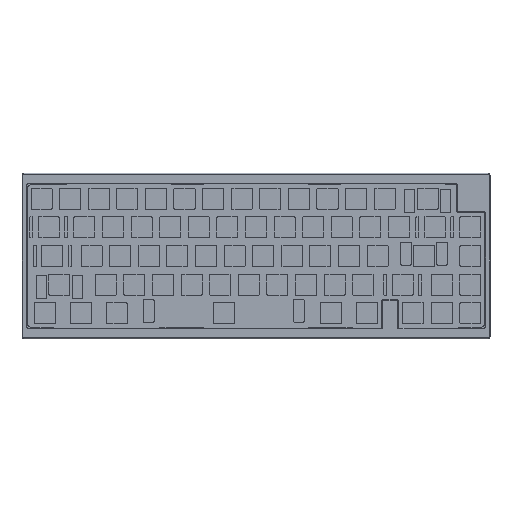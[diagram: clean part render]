
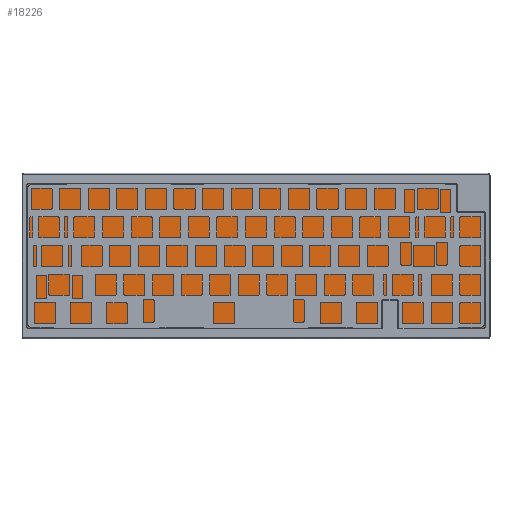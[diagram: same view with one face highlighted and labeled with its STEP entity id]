
A CAD part, top view. The second image highlights one B-rep face of the part: STEP entity #18226.
In plain terms, the highlighted planar face has unit normal (0, 0, 1).
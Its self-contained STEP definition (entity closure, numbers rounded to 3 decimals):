
#282=PLANE('',#19235);
#758=FACE_OUTER_BOUND('',#1723,.T.);
#1723=EDGE_LOOP('',(#12176,#12177,#12178,#12179,#12180,#12181,#12182,#12183,
#12184,#12185,#12186,#12187,#12188,#12189));
#2893=LINE('',#26858,#4734);
#2897=LINE('',#26872,#4738);
#2898=LINE('',#26876,#4739);
#2899=LINE('',#26880,#4740);
#2900=LINE('',#26884,#4741);
#2901=LINE('',#26888,#4742);
#4734=VECTOR('',#21167,10.);
#4738=VECTOR('',#21181,10.);
#4739=VECTOR('',#21184,10.);
#4740=VECTOR('',#21187,10.);
#4741=VECTOR('',#21190,10.);
#4742=VECTOR('',#21193,10.);
#6573=CIRCLE('',#19229,1.);
#6575=CIRCLE('',#19233,1.);
#6577=CIRCLE('',#19236,1.);
#6578=CIRCLE('',#19237,1.75);
#6579=CIRCLE('',#19238,1.75);
#6580=CIRCLE('',#19239,1.75);
#6581=CIRCLE('',#19240,1.75);
#6582=CIRCLE('',#19241,1.);
#7513=VERTEX_POINT('',#26848);
#7514=VERTEX_POINT('',#26849);
#7517=VERTEX_POINT('',#26857);
#7519=VERTEX_POINT('',#26863);
#7521=VERTEX_POINT('',#26869);
#7522=VERTEX_POINT('',#26871);
#7523=VERTEX_POINT('',#26873);
#7524=VERTEX_POINT('',#26875);
#7525=VERTEX_POINT('',#26877);
#7526=VERTEX_POINT('',#26879);
#7527=VERTEX_POINT('',#26881);
#7528=VERTEX_POINT('',#26883);
#7529=VERTEX_POINT('',#26885);
#7530=VERTEX_POINT('',#26887);
#9369=EDGE_CURVE('',#7513,#7514,#6573,.T.);
#9373=EDGE_CURVE('',#7517,#7513,#2893,.T.);
#9376=EDGE_CURVE('',#7519,#7517,#6575,.T.);
#9379=EDGE_CURVE('',#7521,#7514,#6577,.F.);
#9380=EDGE_CURVE('',#7522,#7521,#2897,.T.);
#9381=EDGE_CURVE('',#7522,#7523,#6578,.T.);
#9382=EDGE_CURVE('',#7524,#7523,#2898,.T.);
#9383=EDGE_CURVE('',#7524,#7525,#6579,.T.);
#9384=EDGE_CURVE('',#7526,#7525,#2899,.T.);
#9385=EDGE_CURVE('',#7526,#7527,#6580,.T.);
#9386=EDGE_CURVE('',#7528,#7527,#2900,.T.);
#9387=EDGE_CURVE('',#7528,#7529,#6581,.T.);
#9388=EDGE_CURVE('',#7530,#7529,#2901,.T.);
#9389=EDGE_CURVE('',#7519,#7530,#6582,.F.);
#12176=ORIENTED_EDGE('',*,*,#9376,.T.);
#12177=ORIENTED_EDGE('',*,*,#9373,.T.);
#12178=ORIENTED_EDGE('',*,*,#9369,.T.);
#12179=ORIENTED_EDGE('',*,*,#9379,.F.);
#12180=ORIENTED_EDGE('',*,*,#9380,.F.);
#12181=ORIENTED_EDGE('',*,*,#9381,.T.);
#12182=ORIENTED_EDGE('',*,*,#9382,.F.);
#12183=ORIENTED_EDGE('',*,*,#9383,.T.);
#12184=ORIENTED_EDGE('',*,*,#9384,.F.);
#12185=ORIENTED_EDGE('',*,*,#9385,.T.);
#12186=ORIENTED_EDGE('',*,*,#9386,.F.);
#12187=ORIENTED_EDGE('',*,*,#9387,.T.);
#12188=ORIENTED_EDGE('',*,*,#9388,.F.);
#12189=ORIENTED_EDGE('',*,*,#9389,.F.);
#18226=ADVANCED_FACE('',(#758),#282,.T.);
#19229=AXIS2_PLACEMENT_3D('',#26850,#21159,#21160);
#19233=AXIS2_PLACEMENT_3D('',#26864,#21172,#21173);
#19235=AXIS2_PLACEMENT_3D('',#26868,#21177,#21178);
#19236=AXIS2_PLACEMENT_3D('',#26870,#21179,#21180);
#19237=AXIS2_PLACEMENT_3D('',#26874,#21182,#21183);
#19238=AXIS2_PLACEMENT_3D('',#26878,#21185,#21186);
#19239=AXIS2_PLACEMENT_3D('',#26882,#21188,#21189);
#19240=AXIS2_PLACEMENT_3D('',#26886,#21191,#21192);
#19241=AXIS2_PLACEMENT_3D('',#26889,#21194,#21195);
#21159=DIRECTION('center_axis',(0.,0.,-1.));
#21160=DIRECTION('ref_axis',(-1.,0.,0.));
#21167=DIRECTION('',(-1.,0.,0.));
#21172=DIRECTION('center_axis',(0.,0.,-1.));
#21173=DIRECTION('ref_axis',(0.,-1.,0.));
#21177=DIRECTION('center_axis',(0.,0.,1.));
#21178=DIRECTION('ref_axis',(1.,0.,0.));
#21179=DIRECTION('center_axis',(0.,0.,-1.));
#21180=DIRECTION('ref_axis',(0.707,-0.707,0.));
#21181=DIRECTION('',(1.,0.,0.));
#21182=DIRECTION('center_axis',(0.,0.,1.));
#21183=DIRECTION('ref_axis',(-0.707,0.707,0.));
#21184=DIRECTION('',(0.,1.,0.));
#21185=DIRECTION('center_axis',(0.,0.,1.));
#21186=DIRECTION('ref_axis',(-0.707,-0.707,0.));
#21187=DIRECTION('',(-1.,0.,0.));
#21188=DIRECTION('center_axis',(0.,0.,1.));
#21189=DIRECTION('ref_axis',(0.707,-0.707,0.));
#21190=DIRECTION('',(0.,-1.,0.));
#21191=DIRECTION('center_axis',(0.,0.,1.));
#21192=DIRECTION('ref_axis',(0.707,0.707,0.));
#21193=DIRECTION('',(1.,0.,0.));
#21194=DIRECTION('center_axis',(0.,0.,-1.));
#21195=DIRECTION('ref_axis',(-0.707,-0.707,0.));
#26848=CARTESIAN_POINT('',(14.391,0.475,-9.6));
#26849=CARTESIAN_POINT('',(13.391,1.475,-9.6));
#26850=CARTESIAN_POINT('Origin',(14.391,1.475,-9.6));
#26857=CARTESIAN_POINT('',(23.709,0.475,-9.6));
#26858=CARTESIAN_POINT('',(88.055,0.475,-9.6));
#26863=CARTESIAN_POINT('',(24.709,1.475,-9.6));
#26864=CARTESIAN_POINT('Origin',(23.709,1.475,-9.6));
#26868=CARTESIAN_POINT('Origin',(152.4,-47.625,-9.6));
#26869=CARTESIAN_POINT('',(12.391,0.475,-9.6));
#26870=CARTESIAN_POINT('Origin',(12.391,1.475,-9.6));
#26871=CARTESIAN_POINT('',(1.275,0.475,-9.6));
#26872=CARTESIAN_POINT('',(286.275,0.475,-9.6));
#26873=CARTESIAN_POINT('',(-0.475,-1.275,-9.6));
#26874=CARTESIAN_POINT('Origin',(1.275,-1.275,-9.6));
#26875=CARTESIAN_POINT('',(-0.475,-93.975,-9.6));
#26876=CARTESIAN_POINT('',(-0.475,0.475,-9.6));
#26877=CARTESIAN_POINT('',(1.275,-95.725,-9.6));
#26878=CARTESIAN_POINT('Origin',(1.275,-93.975,-9.6));
#26879=CARTESIAN_POINT('',(303.525,-95.725,-9.6));
#26880=CARTESIAN_POINT('',(-0.475,-95.725,-9.6));
#26881=CARTESIAN_POINT('',(305.275,-93.975,-9.6));
#26882=CARTESIAN_POINT('Origin',(303.525,-93.975,-9.6));
#26883=CARTESIAN_POINT('',(305.275,-1.275,-9.6));
#26884=CARTESIAN_POINT('',(305.275,0.475,-9.6));
#26885=CARTESIAN_POINT('',(303.525,0.475,-9.6));
#26886=CARTESIAN_POINT('Origin',(303.525,-1.275,-9.6));
#26887=CARTESIAN_POINT('',(25.709,0.475,-9.6));
#26888=CARTESIAN_POINT('',(286.275,0.475,-9.6));
#26889=CARTESIAN_POINT('Origin',(25.709,1.475,-9.6));
